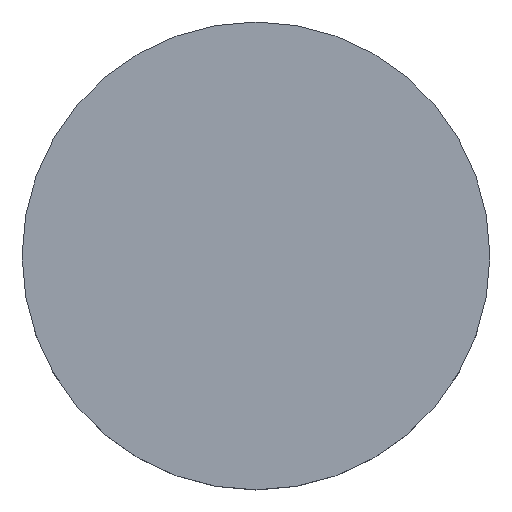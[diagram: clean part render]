
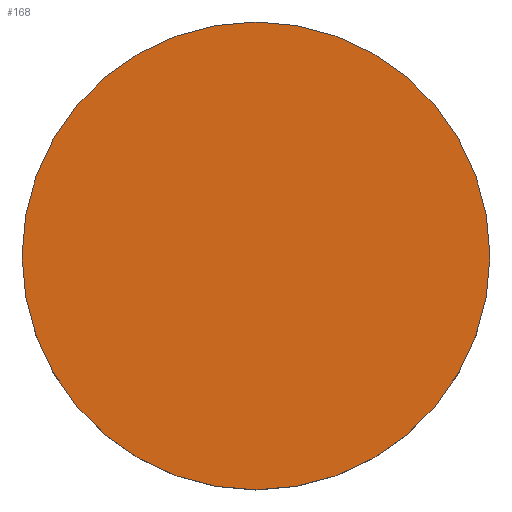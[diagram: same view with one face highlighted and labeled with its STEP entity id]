
A CAD part, top view. The second image highlights one B-rep face of the part: STEP entity #168.
In plain terms, the highlighted planar face has unit normal (0, 0, 1).
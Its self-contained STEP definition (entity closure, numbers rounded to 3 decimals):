
#16 = FACE_OUTER_BOUND ( 'NONE', #145, .T. ) ;
#24 = CARTESIAN_POINT ( 'NONE',  ( 0., 0., 0.8 ) ) ;
#62 = CARTESIAN_POINT ( 'NONE',  ( 0., 0., 0.8 ) ) ;
#81 = DIRECTION ( 'NONE',  ( 1., 0., 0. ) ) ;
#145 = EDGE_LOOP ( 'NONE', ( #154, #249 ) ) ;
#147 = DIRECTION ( 'NONE',  ( 1., 0., 0. ) ) ;
#154 = ORIENTED_EDGE ( 'NONE', *, *, #251, .T. ) ;
#168 = ADVANCED_FACE ( 'NONE', ( #16 ), #452, .T. ) ;
#193 = DIRECTION ( 'NONE',  ( 0., 0., 1. ) ) ;
#203 = VERTEX_POINT ( 'NONE', #227 ) ;
#212 = CARTESIAN_POINT ( 'NONE',  ( 0., 0., 0.8 ) ) ;
#227 = CARTESIAN_POINT ( 'NONE',  ( 2.375, 0., 0.8 ) ) ;
#230 = AXIS2_PLACEMENT_3D ( 'NONE', #212, #517, #81 ) ;
#232 = DIRECTION ( 'NONE',  ( 0., 0., 1. ) ) ;
#240 = VERTEX_POINT ( 'NONE', #448 ) ;
#249 = ORIENTED_EDGE ( 'NONE', *, *, #519, .T. ) ;
#251 = EDGE_CURVE ( 'NONE', #240, #203, #328, .T. ) ;
#286 = CIRCLE ( 'NONE', #230, 2.375 ) ;
#328 = CIRCLE ( 'NONE', #365, 2.375 ) ;
#365 = AXIS2_PLACEMENT_3D ( 'NONE', #24, #193, #367 ) ;
#367 = DIRECTION ( 'NONE',  ( 1., 0., 0. ) ) ;
#448 = CARTESIAN_POINT ( 'NONE',  ( -2.375, 0., 0.8 ) ) ;
#452 = PLANE ( 'NONE',  #480 ) ;
#480 = AXIS2_PLACEMENT_3D ( 'NONE', #62, #232, #147 ) ;
#517 = DIRECTION ( 'NONE',  ( 0., 0., 1. ) ) ;
#519 = EDGE_CURVE ( 'NONE', #203, #240, #286, .T. ) ;
